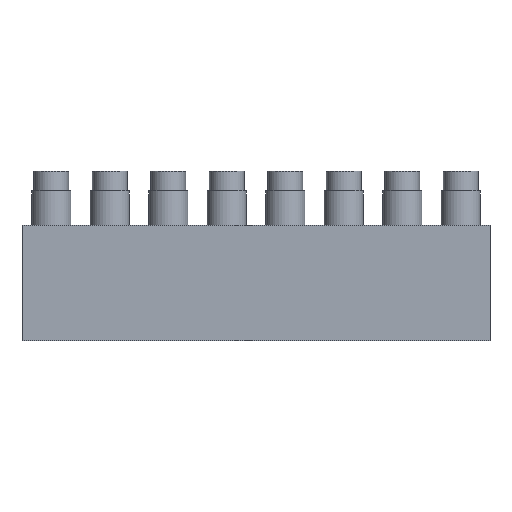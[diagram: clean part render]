
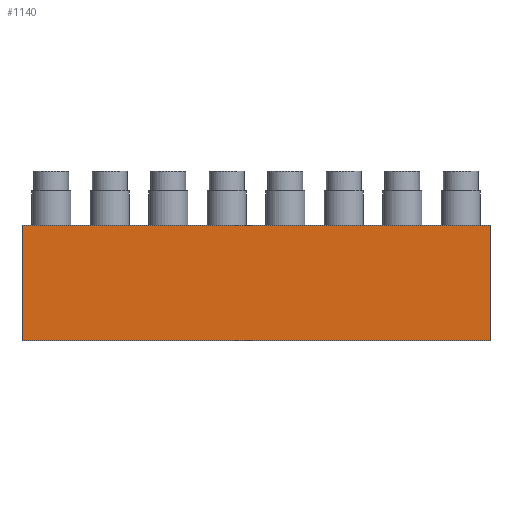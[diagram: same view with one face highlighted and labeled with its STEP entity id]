
A CAD part, top view. The second image highlights one B-rep face of the part: STEP entity #1140.
In plain terms, the highlighted planar face has unit normal (0, 0, 1).
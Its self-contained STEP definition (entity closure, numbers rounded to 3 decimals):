
#73=PLANE('',#1270);
#136=FACE_OUTER_BOUND('',#238,.T.);
#238=EDGE_LOOP('',(#851,#852,#853,#854));
#359=LINE('',#1895,#423);
#365=LINE('',#1908,#429);
#372=LINE('',#1920,#436);
#373=LINE('',#1922,#437);
#423=VECTOR('',#1479,10.);
#429=VECTOR('',#1487,10.);
#436=VECTOR('',#1498,10.);
#437=VECTOR('',#1501,10.);
#572=VERTEX_POINT('',#1892);
#573=VERTEX_POINT('',#1894);
#578=VERTEX_POINT('',#1905);
#579=VERTEX_POINT('',#1907);
#673=EDGE_CURVE('',#572,#573,#359,.T.);
#679=EDGE_CURVE('',#578,#579,#365,.T.);
#686=EDGE_CURVE('',#578,#573,#372,.T.);
#687=EDGE_CURVE('',#579,#572,#373,.T.);
#851=ORIENTED_EDGE('',*,*,#686,.T.);
#852=ORIENTED_EDGE('',*,*,#673,.F.);
#853=ORIENTED_EDGE('',*,*,#687,.F.);
#854=ORIENTED_EDGE('',*,*,#679,.F.);
#1140=ADVANCED_FACE('',(#136),#73,.T.);
#1270=AXIS2_PLACEMENT_3D('',#1921,#1499,#1500);
#1479=DIRECTION('',(0.,-1.,0.));
#1487=DIRECTION('',(0.,1.,0.));
#1498=DIRECTION('',(1.,0.,0.));
#1499=DIRECTION('center_axis',(0.,0.,1.));
#1500=DIRECTION('ref_axis',(0.,-1.,0.));
#1501=DIRECTION('',(1.,0.,0.));
#1892=CARTESIAN_POINT('',(19.05,5.,0.74));
#1894=CARTESIAN_POINT('',(19.05,0.,0.74));
#1895=CARTESIAN_POINT('',(19.05,5.,0.74));
#1905=CARTESIAN_POINT('',(-1.27,0.,0.74));
#1907=CARTESIAN_POINT('',(-1.27,5.,0.74));
#1908=CARTESIAN_POINT('',(-1.27,5.,0.74));
#1920=CARTESIAN_POINT('',(7.62,0.,0.74));
#1921=CARTESIAN_POINT('Origin',(7.62,5.,0.74));
#1922=CARTESIAN_POINT('',(17.78,5.,0.74));
